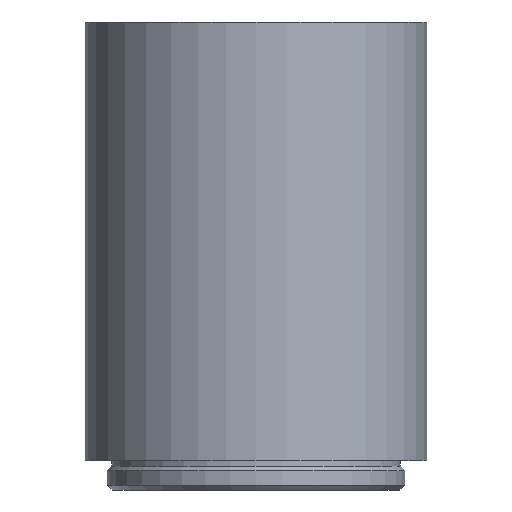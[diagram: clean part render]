
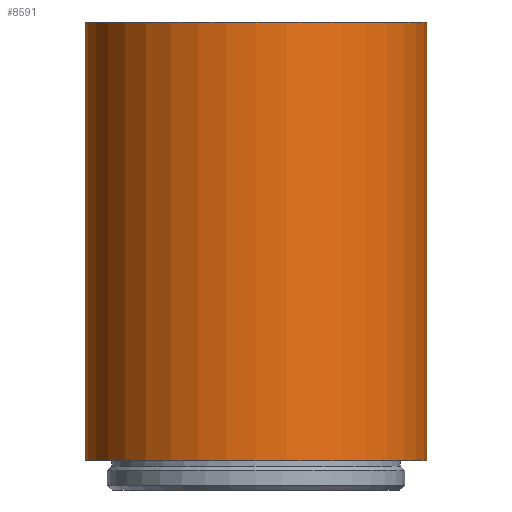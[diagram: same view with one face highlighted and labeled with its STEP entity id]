
A CAD part, front view. The second image highlights one B-rep face of the part: STEP entity #8591.
In plain terms, the highlighted cylindrical face has radius 17.5 mm (diameter 35 mm), a partial arc.
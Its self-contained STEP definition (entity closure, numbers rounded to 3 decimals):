
#488 = ORIENTED_EDGE ( 'NONE', *, *, #18122, .T. ) ;
#1764 = AXIS2_PLACEMENT_3D ( 'NONE', #12715, #12856, #21112 ) ;
#2005 = CARTESIAN_POINT ( 'NONE',  ( 17.5, 0., 48. ) ) ;
#2097 = CIRCLE ( 'NONE', #1764, 17.5 ) ;
#2160 = CARTESIAN_POINT ( 'NONE',  ( 0., 0., 48. ) ) ;
#2194 = CIRCLE ( 'NONE', #15776, 17.5 ) ;
#3496 = CARTESIAN_POINT ( 'NONE',  ( 0., 0., 48. ) ) ;
#3667 = EDGE_CURVE ( 'NONE', #17978, #19158, #2194, .T. ) ;
#4680 = CYLINDRICAL_SURFACE ( 'NONE', #20431, 17.5 ) ;
#5578 = DIRECTION ( 'NONE',  ( -1., 0., 0. ) ) ;
#7223 = DIRECTION ( 'NONE',  ( 0., 0., -1. ) ) ;
#8591 = ADVANCED_FACE ( 'NONE', ( #15406 ), #4680, .T. ) ;
#9646 = EDGE_CURVE ( 'NONE', #19158, #15283, #15707, .T. ) ;
#10169 = ORIENTED_EDGE ( 'NONE', *, *, #19637, .F. ) ;
#10933 = CARTESIAN_POINT ( 'NONE',  ( -17.5, 0., 48. ) ) ;
#11793 = CARTESIAN_POINT ( 'NONE',  ( -17.5, 0., 48. ) ) ;
#11869 = DIRECTION ( 'NONE',  ( 0., 0., -1. ) ) ;
#12715 = CARTESIAN_POINT ( 'NONE',  ( 0., 0., 3. ) ) ;
#12856 = DIRECTION ( 'NONE',  ( 0., 0., -1. ) ) ;
#13287 = CARTESIAN_POINT ( 'NONE',  ( 17.5, 0., 48. ) ) ;
#13381 = VERTEX_POINT ( 'NONE', #19428 ) ;
#13413 = DIRECTION ( 'NONE',  ( 0., 0., 1. ) ) ;
#14081 = DIRECTION ( 'NONE',  ( 0., 0., -1. ) ) ;
#14382 = LINE ( 'NONE', #10933, #17965 ) ;
#15283 = VERTEX_POINT ( 'NONE', #16748 ) ;
#15406 = FACE_OUTER_BOUND ( 'NONE', #20517, .T. ) ;
#15707 = LINE ( 'NONE', #2005, #17750 ) ;
#15776 = AXIS2_PLACEMENT_3D ( 'NONE', #3496, #13413, #18230 ) ;
#16748 = CARTESIAN_POINT ( 'NONE',  ( 17.5, 0., 3. ) ) ;
#17750 = VECTOR ( 'NONE', #11869, 1000. ) ;
#17965 = VECTOR ( 'NONE', #14081, 1000. ) ;
#17978 = VERTEX_POINT ( 'NONE', #11793 ) ;
#18122 = EDGE_CURVE ( 'NONE', #17978, #13381, #14382, .T. ) ;
#18230 = DIRECTION ( 'NONE',  ( 1., 0., 0. ) ) ;
#19158 = VERTEX_POINT ( 'NONE', #13287 ) ;
#19428 = CARTESIAN_POINT ( 'NONE',  ( -17.5, 0., 3. ) ) ;
#19637 = EDGE_CURVE ( 'NONE', #15283, #13381, #2097, .T. ) ;
#19823 = ORIENTED_EDGE ( 'NONE', *, *, #3667, .F. ) ;
#20431 = AXIS2_PLACEMENT_3D ( 'NONE', #2160, #7223, #5578 ) ;
#20517 = EDGE_LOOP ( 'NONE', ( #21099, #19823, #488, #10169 ) ) ;
#21099 = ORIENTED_EDGE ( 'NONE', *, *, #9646, .F. ) ;
#21112 = DIRECTION ( 'NONE',  ( -1., 0., 0. ) ) ;
